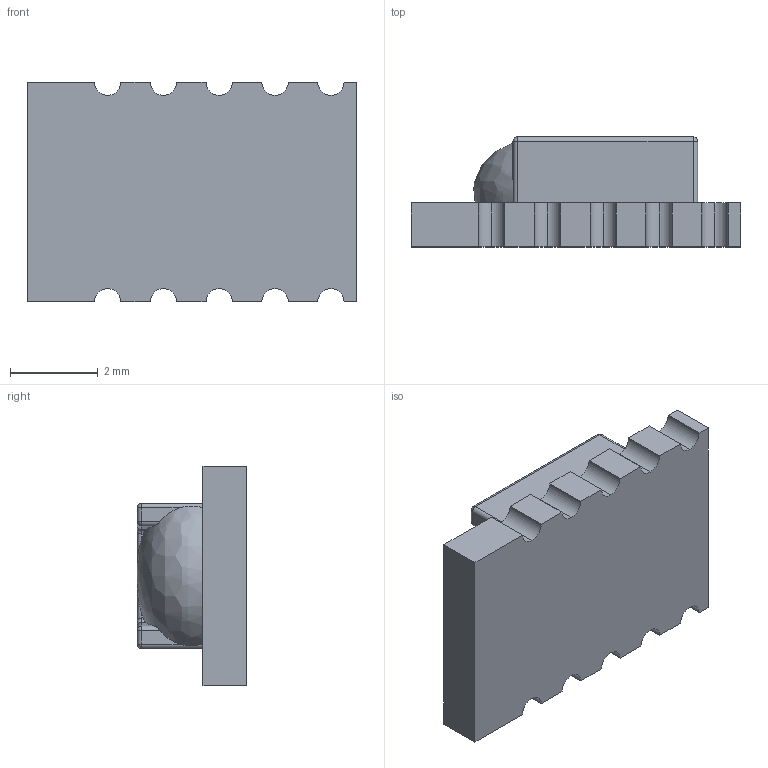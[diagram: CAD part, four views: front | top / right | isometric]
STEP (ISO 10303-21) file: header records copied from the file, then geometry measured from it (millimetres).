
FILE_DESCRIPTION (( 'STEP AP214' ), '1' );
FILE_NAME ('User Library-SHTx.STEP', '2016-03-28T16:32:06', ( 'Windows User' ), ( '' ), 'SwSTEP 2.0', 'SolidWorks 2016', '' );
FILE_SCHEMA (( 'AUTOMOTIVE_DESIGN' ));
Length unit declared in the file: millimetre
Products named in the file (1): User Library-SHTx
Bounding box: 7.5 x 2.5 x 5 mm (x, y, z)
Volume: 56.7 mm3; surface area: 129.4 mm2
Topology: 1 solids, 1 shells, 83 faces, 213 edges, 128 vertices
Faces by surface type: cylinder 39, plane 31, bspline 13
Entity records: 3606 total; most frequent: CARTESIAN_POINT 722, ORIENTED_EDGE 414, DIRECTION 403, EDGE_CURVE 207, AXIS2_PLACEMENT_3D 145, VERTEX_POINT 128, LINE 113, VECTOR 113
